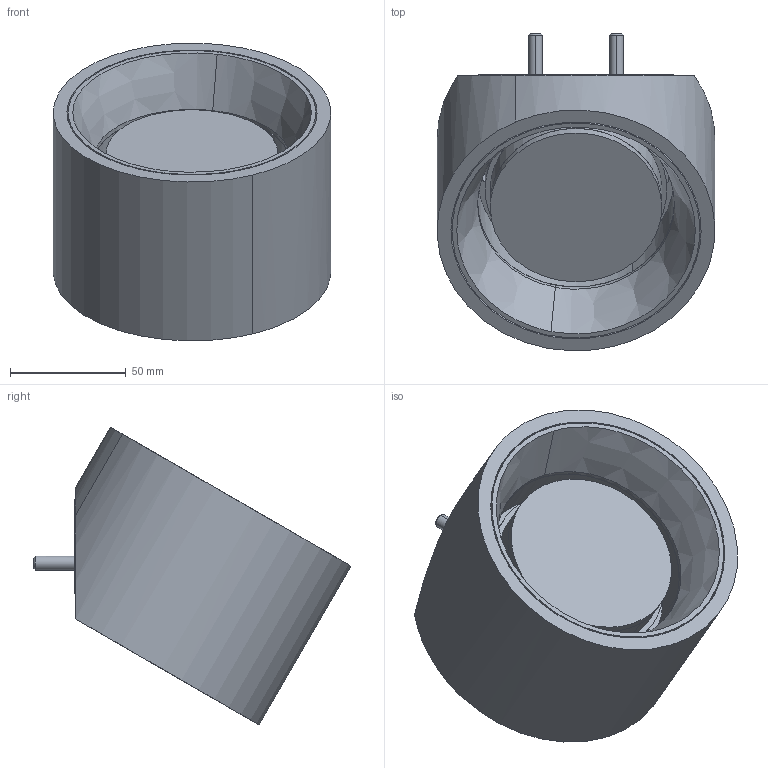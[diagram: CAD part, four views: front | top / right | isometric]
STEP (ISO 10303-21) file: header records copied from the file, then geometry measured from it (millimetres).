
FILE_DESCRIPTION(/* description */ (''),/* implementation_level */ '2;1');
FILE_NAME(/* name */ 'T430_NassoParete_Cilindro',/* time_stamp */ '2023-09-19T16:03:42+02:00',/* author */ (''),/* organization */ (''),/* preprocessor_version */ 'ST-DEVELOPER v16.5',/* originating_system */ 'Rhino 7.20',/* authorisation */ '');
FILE_SCHEMA (('CONFIG_CONTROL_DESIGN'));
Length unit declared in the file: millimetre
Products named in the file (1): Document
Bounding box: 119.92 x 137.16 x 128.55 mm (x, y, z)
Volume: 591305 mm3; surface area: 165630.8 mm2
Topology: 25 solids, 25 shells, 442 faces, 1019 edges, 665 vertices
Faces by surface type: plane 209, cylinder 175, bspline 58
Entity records: 13143 total; most frequent: CARTESIAN_POINT 6208, ORIENTED_EDGE 2036, EDGE_CURVE 1018, VERTEX_POINT 663, EDGE_LOOP 527, ADVANCED_FACE 442, FACE_OUTER_BOUND 442, B_SPLINE_CURVE_WITH_KNOTS 428
